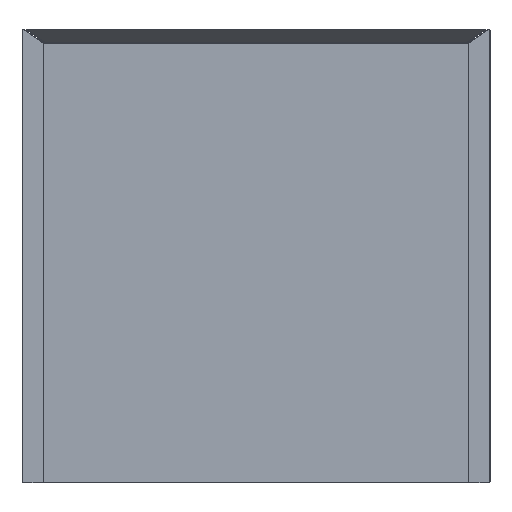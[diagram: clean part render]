
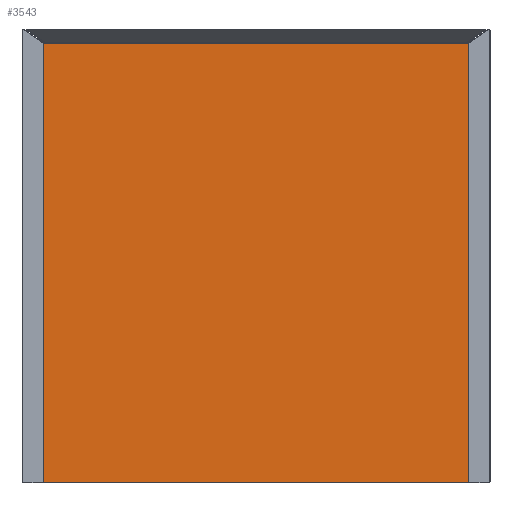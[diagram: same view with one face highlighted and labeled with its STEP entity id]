
A CAD part, front view. The second image highlights one B-rep face of the part: STEP entity #3543.
In plain terms, the highlighted planar face has unit normal (0, -1, 0).
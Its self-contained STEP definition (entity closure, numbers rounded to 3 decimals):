
#196 = CARTESIAN_POINT ( 'NONE',  ( -159., -845., -19. ) ) ;
#520 = CARTESIAN_POINT ( 'NONE',  ( 159., -845., -19. ) ) ;
#648 = CARTESIAN_POINT ( 'NONE',  ( -159., -845., 309.5 ) ) ;
#832 = EDGE_CURVE ( 'NONE', #3460, #2922, #2336, .T. ) ;
#1068 = VECTOR ( 'NONE', #1679, 1000. ) ;
#1393 = DIRECTION ( 'NONE',  ( -1., 0., 0. ) ) ;
#1429 = ORIENTED_EDGE ( 'NONE', *, *, #2476, .F. ) ;
#1459 = DIRECTION ( 'NONE',  ( 1., 0., 0. ) ) ;
#1513 = DIRECTION ( 'NONE',  ( 0., -1., 0. ) ) ;
#1551 = DIRECTION ( 'NONE',  ( 0., 0., -1. ) ) ;
#1679 = DIRECTION ( 'NONE',  ( 0., 0., 1. ) ) ;
#1700 = LINE ( 'NONE', #3690, #1068 ) ;
#1777 = LINE ( 'NONE', #3067, #4010 ) ;
#1786 = VECTOR ( 'NONE', #1459, 1000. ) ;
#1800 = VERTEX_POINT ( 'NONE', #3777 ) ;
#2039 = ORIENTED_EDGE ( 'NONE', *, *, #832, .T. ) ;
#2220 = AXIS2_PLACEMENT_3D ( 'NONE', #196, #1513, #1551 ) ;
#2269 = EDGE_CURVE ( 'NONE', #4229, #3460, #1777, .T. ) ;
#2336 = LINE ( 'NONE', #648, #3488 ) ;
#2476 = EDGE_CURVE ( 'NONE', #1800, #2922, #1700, .T. ) ;
#2577 = ORIENTED_EDGE ( 'NONE', *, *, #3918, .T. ) ;
#2755 = DIRECTION ( 'NONE',  ( 0., 0., 1. ) ) ;
#2810 = LINE ( 'NONE', #3146, #1786 ) ;
#2817 = PLANE ( 'NONE',  #2220 ) ;
#2922 = VERTEX_POINT ( 'NONE', #3029 ) ;
#3029 = CARTESIAN_POINT ( 'NONE',  ( -159., -845., 309.5 ) ) ;
#3067 = CARTESIAN_POINT ( 'NONE',  ( 159., -845., -19. ) ) ;
#3130 = FACE_OUTER_BOUND ( 'NONE', #3680, .T. ) ;
#3146 = CARTESIAN_POINT ( 'NONE',  ( -159., -845., -19. ) ) ;
#3277 = ORIENTED_EDGE ( 'NONE', *, *, #2269, .T. ) ;
#3460 = VERTEX_POINT ( 'NONE', #4027 ) ;
#3488 = VECTOR ( 'NONE', #1393, 1000. ) ;
#3543 = ADVANCED_FACE ( 'NONE', ( #3130 ), #2817, .T. ) ;
#3680 = EDGE_LOOP ( 'NONE', ( #3277, #2039, #1429, #2577 ) ) ;
#3690 = CARTESIAN_POINT ( 'NONE',  ( -159., -845., -19. ) ) ;
#3777 = CARTESIAN_POINT ( 'NONE',  ( -159., -845., -19. ) ) ;
#3918 = EDGE_CURVE ( 'NONE', #1800, #4229, #2810, .T. ) ;
#4010 = VECTOR ( 'NONE', #2755, 1000. ) ;
#4027 = CARTESIAN_POINT ( 'NONE',  ( 159., -845., 309.5 ) ) ;
#4229 = VERTEX_POINT ( 'NONE', #520 ) ;
